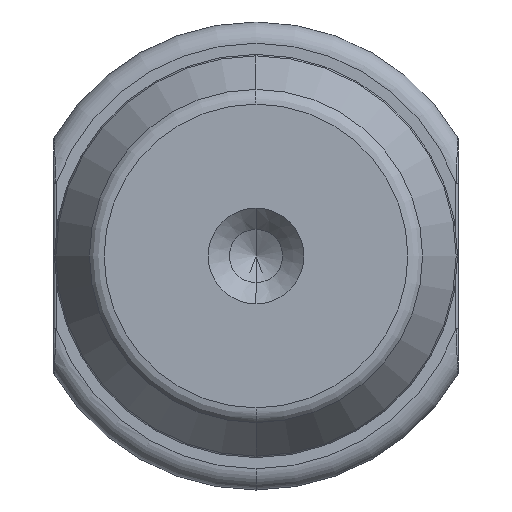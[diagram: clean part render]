
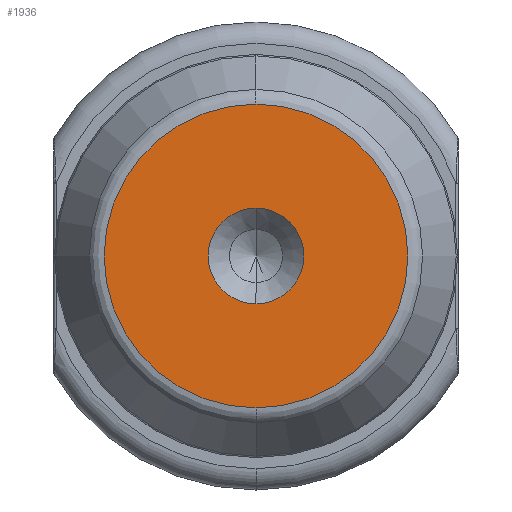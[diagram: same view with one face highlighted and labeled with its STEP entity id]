
A CAD part, left-side view. The second image highlights one B-rep face of the part: STEP entity #1936.
In plain terms, the highlighted planar face has unit normal (-1, 0, 0).
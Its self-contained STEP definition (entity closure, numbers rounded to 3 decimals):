
#47 = ORIENTED_EDGE ( 'NONE', *, *, #693, .T. ) ;
#76 = DIRECTION ( 'NONE',  ( -1., 0., 0. ) ) ;
#243 = VERTEX_POINT ( 'NONE', #5291 ) ;
#352 = PLANE ( 'NONE',  #3948 ) ;
#381 = CARTESIAN_POINT ( 'NONE',  ( 0., 0., -7.599 ) ) ;
#451 = DIRECTION ( 'NONE',  ( 1., 0., 0. ) ) ;
#478 = DIRECTION ( 'NONE',  ( 0., 0., -1. ) ) ;
#693 = EDGE_CURVE ( 'NONE', #3572, #243, #832, .T. ) ;
#832 = CIRCLE ( 'NONE', #4130, 7.137 ) ;
#1065 = CARTESIAN_POINT ( 'NONE',  ( 0., 0., 0. ) ) ;
#1133 = AXIS2_PLACEMENT_3D ( 'NONE', #1065, #4512, #1559 ) ;
#1235 = CARTESIAN_POINT ( 'NONE',  ( 0., 0., 7.137 ) ) ;
#1388 = CIRCLE ( 'NONE', #1474, 7.137 ) ;
#1455 = VERTEX_POINT ( 'NONE', #3385 ) ;
#1474 = AXIS2_PLACEMENT_3D ( 'NONE', #3053, #76, #3541 ) ;
#1559 = DIRECTION ( 'NONE',  ( 0., 0., -1. ) ) ;
#1875 = DIRECTION ( 'NONE',  ( -1., 0., 0. ) ) ;
#1936 = ADVANCED_FACE ( 'NONE', ( #4210, #4365 ), #352, .F. ) ;
#2231 = CIRCLE ( 'NONE', #1133, 2.25 ) ;
#2360 = DIRECTION ( 'NONE',  ( 1., 0., 0. ) ) ;
#2420 = ORIENTED_EDGE ( 'NONE', *, *, #5011, .T. ) ;
#2660 = ORIENTED_EDGE ( 'NONE', *, *, #5551, .T. ) ;
#3053 = CARTESIAN_POINT ( 'NONE',  ( 0., 0., 0. ) ) ;
#3239 = EDGE_CURVE ( 'NONE', #243, #3572, #1388, .T. ) ;
#3385 = CARTESIAN_POINT ( 'NONE',  ( 0., 0., -2.25 ) ) ;
#3464 = CARTESIAN_POINT ( 'NONE',  ( 0., 0., 2.25 ) ) ;
#3541 = DIRECTION ( 'NONE',  ( 0., 0., -1. ) ) ;
#3572 = VERTEX_POINT ( 'NONE', #1235 ) ;
#3596 = AXIS2_PLACEMENT_3D ( 'NONE', #5322, #2360, #5789 ) ;
#3948 = AXIS2_PLACEMENT_3D ( 'NONE', #381, #451, #478 ) ;
#4130 = AXIS2_PLACEMENT_3D ( 'NONE', #5328, #1875, #6250 ) ;
#4210 = FACE_BOUND ( 'NONE', #5850, .T. ) ;
#4351 = ORIENTED_EDGE ( 'NONE', *, *, #3239, .T. ) ;
#4365 = FACE_OUTER_BOUND ( 'NONE', #6153, .T. ) ;
#4512 = DIRECTION ( 'NONE',  ( 1., 0., 0. ) ) ;
#4964 = CIRCLE ( 'NONE', #3596, 2.25 ) ;
#5011 = EDGE_CURVE ( 'NONE', #1455, #5195, #4964, .T. ) ;
#5195 = VERTEX_POINT ( 'NONE', #3464 ) ;
#5291 = CARTESIAN_POINT ( 'NONE',  ( 0., 0., -7.137 ) ) ;
#5322 = CARTESIAN_POINT ( 'NONE',  ( 0., 0., 0. ) ) ;
#5328 = CARTESIAN_POINT ( 'NONE',  ( 0., 0., 0. ) ) ;
#5551 = EDGE_CURVE ( 'NONE', #5195, #1455, #2231, .T. ) ;
#5789 = DIRECTION ( 'NONE',  ( 0., 0., -1. ) ) ;
#5850 = EDGE_LOOP ( 'NONE', ( #2660, #2420 ) ) ;
#6153 = EDGE_LOOP ( 'NONE', ( #4351, #47 ) ) ;
#6250 = DIRECTION ( 'NONE',  ( 0., 0., -1. ) ) ;
